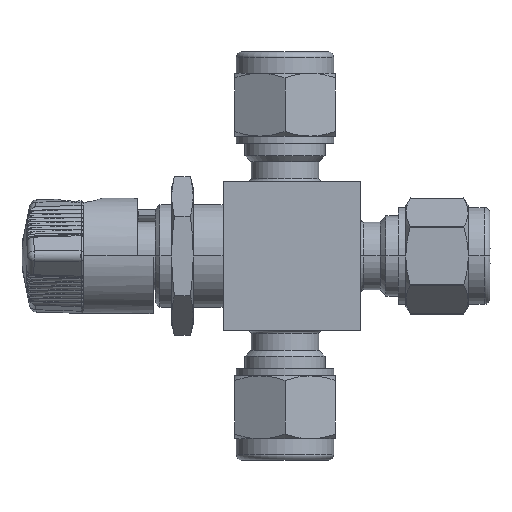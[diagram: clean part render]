
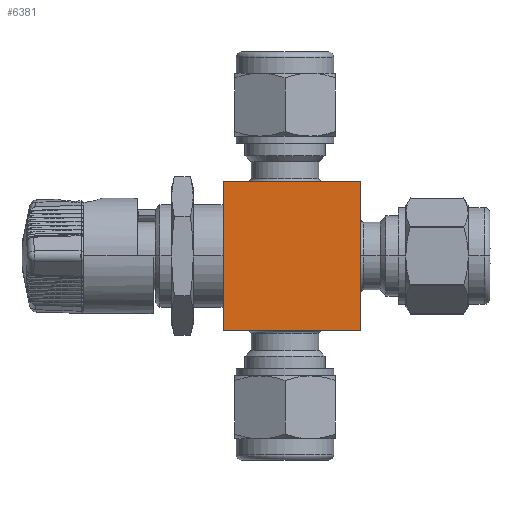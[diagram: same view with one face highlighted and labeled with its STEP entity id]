
A CAD part, left-side view. The second image highlights one B-rep face of the part: STEP entity #6381.
In plain terms, the highlighted face is planar.
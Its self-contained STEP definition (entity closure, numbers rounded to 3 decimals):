
#6212 = VERTEX_POINT('',#6213);
#6213 = CARTESIAN_POINT('',(2017.729,2035.749,-7.4));
#6219 = EDGE_CURVE('',#6212,#6220,#6222,.T.);
#6220 = VERTEX_POINT('',#6221);
#6221 = CARTESIAN_POINT('',(2017.729,2016.649,-7.4));
#6222 = LINE('',#6223,#6224);
#6223 = CARTESIAN_POINT('',(2017.729,2035.749,-7.4));
#6224 = VECTOR('',#6225,1.);
#6225 = DIRECTION('',(0.,-1.,0.));
#6260 = EDGE_CURVE('',#6220,#6261,#6263,.T.);
#6261 = VERTEX_POINT('',#6262);
#6262 = CARTESIAN_POINT('',(2038.529,2016.649,-7.4));
#6263 = LINE('',#6264,#6265);
#6264 = CARTESIAN_POINT('',(2017.729,2016.649,-7.4));
#6265 = VECTOR('',#6266,1.);
#6266 = DIRECTION('',(1.,0.,0.));
#6301 = EDGE_CURVE('',#6261,#6302,#6304,.T.);
#6302 = VERTEX_POINT('',#6303);
#6303 = CARTESIAN_POINT('',(2038.529,2035.749,-7.4));
#6304 = LINE('',#6305,#6306);
#6305 = CARTESIAN_POINT('',(2038.529,2016.649,-7.4));
#6306 = VECTOR('',#6307,1.);
#6307 = DIRECTION('',(0.,1.,0.));
#6342 = EDGE_CURVE('',#6302,#6212,#6343,.T.);
#6343 = LINE('',#6344,#6345);
#6344 = CARTESIAN_POINT('',(2038.529,2035.749,-7.4));
#6345 = VECTOR('',#6346,1.);
#6346 = DIRECTION('',(-1.,0.,0.));
#6381 = ADVANCED_FACE('',(#6382),#6388,.T.);
#6382 = FACE_BOUND('',#6383,.T.);
#6383 = EDGE_LOOP('',(#6384,#6385,#6386,#6387));
#6384 = ORIENTED_EDGE('',*,*,#6219,.F.);
#6385 = ORIENTED_EDGE('',*,*,#6342,.F.);
#6386 = ORIENTED_EDGE('',*,*,#6301,.F.);
#6387 = ORIENTED_EDGE('',*,*,#6260,.F.);
#6388 = PLANE('',#6389);
#6389 = AXIS2_PLACEMENT_3D('',#6390,#6391,#6392);
#6390 = CARTESIAN_POINT('',(0.,0.,-7.4));
#6391 = DIRECTION('',(0.,0.,-1.));
#6392 = DIRECTION('',(1.,0.,0.));
